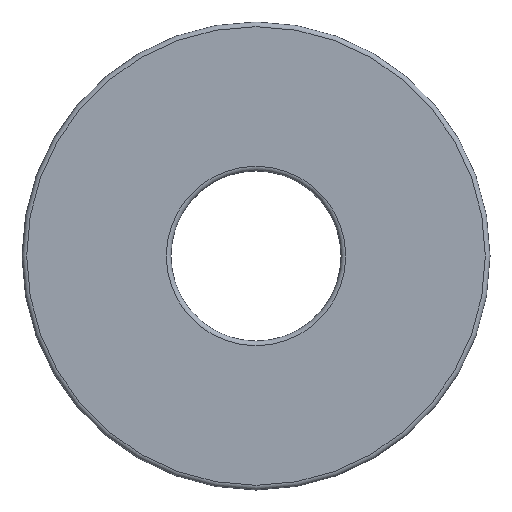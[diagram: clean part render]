
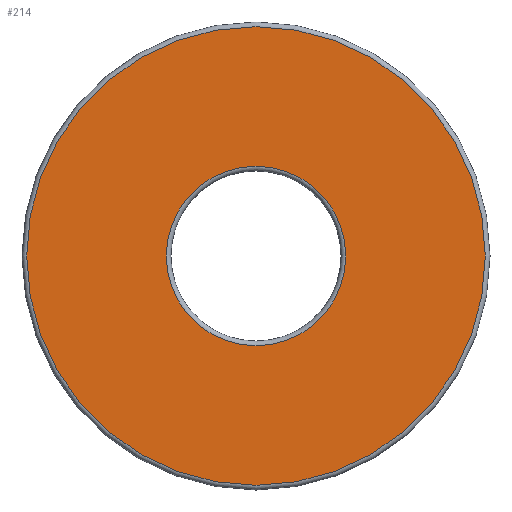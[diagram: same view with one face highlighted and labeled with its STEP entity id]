
A CAD part, left-side view. The second image highlights one B-rep face of the part: STEP entity #214.
In plain terms, the highlighted planar face has unit normal (-1, 0, 0).
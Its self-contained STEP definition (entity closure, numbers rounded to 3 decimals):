
#9 = AXIS2_PLACEMENT_3D ( 'NONE', #83, #210, #101 ) ;
#23 = VERTEX_POINT ( 'NONE', #44 ) ;
#24 = CIRCLE ( 'NONE', #9, 21.1 ) ;
#39 = AXIS2_PLACEMENT_3D ( 'NONE', #63, #243, #89 ) ;
#43 = CARTESIAN_POINT ( 'NONE',  ( -23., 21.1, 0. ) ) ;
#44 = CARTESIAN_POINT ( 'NONE',  ( -23., 53.9, 0. ) ) ;
#56 = CARTESIAN_POINT ( 'NONE',  ( -23., 20., 0. ) ) ;
#60 = FACE_BOUND ( 'NONE', #183, .T. ) ;
#63 = CARTESIAN_POINT ( 'NONE',  ( -23., 0., 0. ) ) ;
#81 = PLANE ( 'NONE',  #136 ) ;
#83 = CARTESIAN_POINT ( 'NONE',  ( -23., 0., 0. ) ) ;
#89 = DIRECTION ( 'NONE',  ( 0., 1., 0. ) ) ;
#101 = DIRECTION ( 'NONE',  ( 0., 1., 0. ) ) ;
#105 = DIRECTION ( 'NONE',  ( 1., 0., 0. ) ) ;
#121 = ORIENTED_EDGE ( 'NONE', *, *, #271, .T. ) ;
#136 = AXIS2_PLACEMENT_3D ( 'NONE', #56, #105, #158 ) ;
#152 = FACE_OUTER_BOUND ( 'NONE', #273, .T. ) ;
#158 = DIRECTION ( 'NONE',  ( 0., 1., 0. ) ) ;
#168 = EDGE_CURVE ( 'NONE', #247, #247, #24, .T. ) ;
#183 = EDGE_LOOP ( 'NONE', ( #248 ) ) ;
#196 = CIRCLE ( 'NONE', #39, 53.9 ) ;
#210 = DIRECTION ( 'NONE',  ( 1., 0., 0. ) ) ;
#214 = ADVANCED_FACE ( 'NONE', ( #152, #60 ), #81, .F. ) ;
#243 = DIRECTION ( 'NONE',  ( -1., 0., 0. ) ) ;
#247 = VERTEX_POINT ( 'NONE', #43 ) ;
#248 = ORIENTED_EDGE ( 'NONE', *, *, #168, .T. ) ;
#271 = EDGE_CURVE ( 'NONE', #23, #23, #196, .T. ) ;
#273 = EDGE_LOOP ( 'NONE', ( #121 ) ) ;
